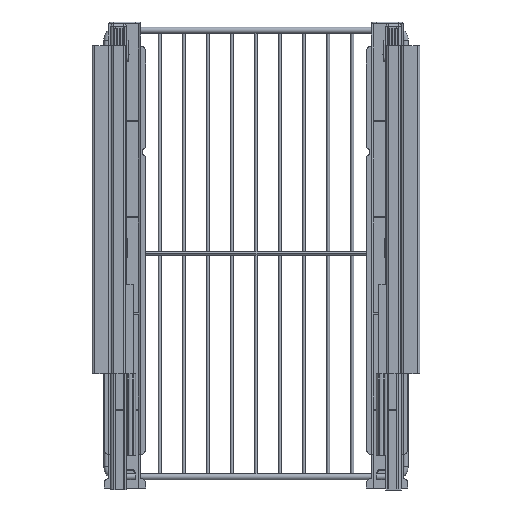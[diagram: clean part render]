
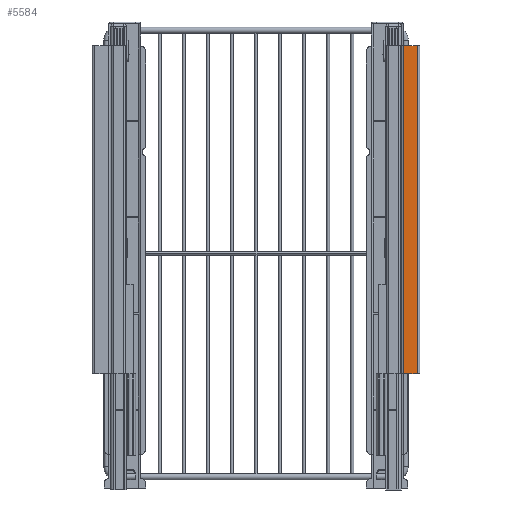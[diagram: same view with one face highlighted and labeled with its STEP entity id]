
A CAD part, front view. The second image highlights one B-rep face of the part: STEP entity #5584.
In plain terms, the highlighted planar face has unit normal (0, -1, 0).
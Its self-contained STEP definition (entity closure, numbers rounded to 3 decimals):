
#791 = CARTESIAN_POINT ( 'NONE',  ( -23.119, -2.106, 2.7 ) ) ;
#1191 = CARTESIAN_POINT ( 'NONE',  ( -23.119, -2.106, 17.2 ) ) ;
#1542 = DIRECTION ( 'NONE',  ( 0., 0., -1. ) ) ;
#1948 = EDGE_CURVE ( 'NONE', #18653, #3452, #19588, .T. ) ;
#3182 = CARTESIAN_POINT ( 'NONE',  ( -23.619, -2.106, 17.2 ) ) ;
#3452 = VERTEX_POINT ( 'NONE', #15687 ) ;
#4593 = VERTEX_POINT ( 'NONE', #4678 ) ;
#4678 = CARTESIAN_POINT ( 'NONE',  ( -23.619, -2.106, 2.7 ) ) ;
#4680 = EDGE_CURVE ( 'NONE', #3452, #19850, #32889, .T. ) ;
#5584 = ADVANCED_FACE ( 'NONE', ( #13792 ), #25081, .T. ) ;
#8195 = CARTESIAN_POINT ( 'NONE',  ( 317.381, -2.106, 2.7 ) ) ;
#9785 = CARTESIAN_POINT ( 'NONE',  ( -23.619, -2.106, 0. ) ) ;
#11557 = DIRECTION ( 'NONE',  ( 1., 0., 0. ) ) ;
#12496 = LINE ( 'NONE', #791, #14568 ) ;
#12561 = VECTOR ( 'NONE', #11557, 1000. ) ;
#13349 = ORIENTED_EDGE ( 'NONE', *, *, #4680, .F. ) ;
#13792 = FACE_OUTER_BOUND ( 'NONE', #29210, .T. ) ;
#14568 = VECTOR ( 'NONE', #24565, 1000. ) ;
#14805 = ORIENTED_EDGE ( 'NONE', *, *, #22951, .T. ) ;
#15687 = CARTESIAN_POINT ( 'NONE',  ( 317.381, -2.106, 17.2 ) ) ;
#17687 = CARTESIAN_POINT ( 'NONE',  ( 317.381, -2.106, 0. ) ) ;
#17914 = DIRECTION ( 'NONE',  ( 0., 0., -1. ) ) ;
#18653 = VERTEX_POINT ( 'NONE', #3182 ) ;
#19307 = ORIENTED_EDGE ( 'NONE', *, *, #1948, .F. ) ;
#19588 = LINE ( 'NONE', #22071, #12561 ) ;
#19850 = VERTEX_POINT ( 'NONE', #8195 ) ;
#22071 = CARTESIAN_POINT ( 'NONE',  ( -23.119, -2.106, 17.2 ) ) ;
#22287 = DIRECTION ( 'NONE',  ( 0., -1., 0. ) ) ;
#22951 = EDGE_CURVE ( 'NONE', #18653, #4593, #26071, .T. ) ;
#24565 = DIRECTION ( 'NONE',  ( 1., 0., 0. ) ) ;
#25081 = PLANE ( 'NONE',  #33136 ) ;
#25443 = VECTOR ( 'NONE', #17914, 1000. ) ;
#26071 = LINE ( 'NONE', #9785, #28989 ) ;
#27841 = ORIENTED_EDGE ( 'NONE', *, *, #31575, .T. ) ;
#28989 = VECTOR ( 'NONE', #30924, 1000. ) ;
#29210 = EDGE_LOOP ( 'NONE', ( #19307, #14805, #27841, #13349 ) ) ;
#30924 = DIRECTION ( 'NONE',  ( 0., 0., -1. ) ) ;
#31575 = EDGE_CURVE ( 'NONE', #4593, #19850, #12496, .T. ) ;
#32889 = LINE ( 'NONE', #17687, #25443 ) ;
#33136 = AXIS2_PLACEMENT_3D ( 'NONE', #1191, #22287, #1542 ) ;
